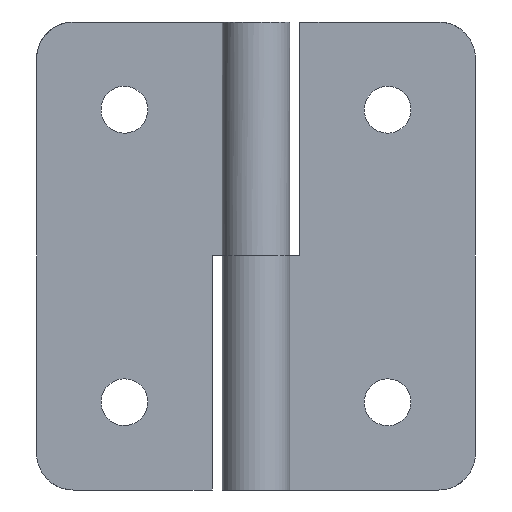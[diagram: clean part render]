
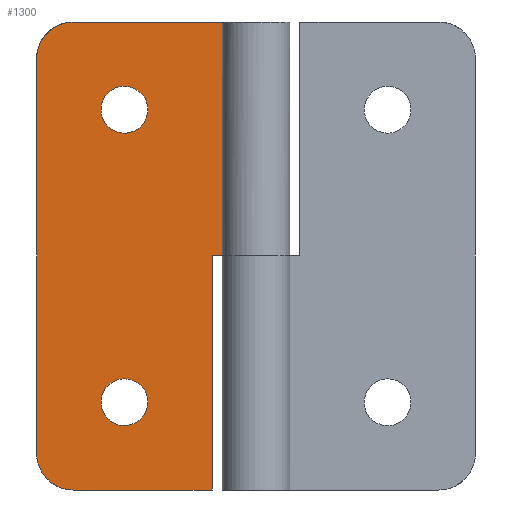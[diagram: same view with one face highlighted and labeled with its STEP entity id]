
A CAD part, front view. The second image highlights one B-rep face of the part: STEP entity #1300.
In plain terms, the highlighted free-form (B-spline) face has degree [1, 1] with [2, 2] control points.
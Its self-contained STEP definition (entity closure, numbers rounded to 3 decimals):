
#493=CARTESIAN_POINT('',(-10.597,1.5,25.902));
#494=VERTEX_POINT('',#493);
#500=CARTESIAN_POINT('',(-9.,1.5,24.4));
#501=VERTEX_POINT('',#500);
#502=CARTESIAN_POINT('',(-9.,1.5,24.4));
#503=CARTESIAN_POINT('',(-10.505,1.5,24.4));
#504=CARTESIAN_POINT('',(-10.597,1.5,25.902));
#512=(BOUNDED_CURVE()B_SPLINE_CURVE(2,(#502,#503,#504),.UNSPECIFIED.,.F.,.U.)B_SPLINE_CURVE_WITH_KNOTS((3,3),(0.5,0.739),.UNSPECIFIED.)CURVE()GEOMETRIC_REPRESENTATION_ITEM()RATIONAL_B_SPLINE_CURVE((1.0,0.72,0.976))REPRESENTATION_ITEM(''));
#513=EDGE_CURVE('',#501,#494,#512,.T.);
#515=CARTESIAN_POINT('',(-7.411,1.5,26.189));
#516=VERTEX_POINT('',#515);
#517=CARTESIAN_POINT('',(-7.411,1.5,26.189));
#518=CARTESIAN_POINT('',(-7.4,1.5,26.095));
#519=CARTESIAN_POINT('',(-7.4,1.5,26.));
#520=CARTESIAN_POINT('',(-7.4,1.5,24.4));
#521=CARTESIAN_POINT('',(-9.,1.5,24.4));
#529=(BOUNDED_CURVE()B_SPLINE_CURVE(2,(#517,#518,#519,#520,#521),.UNSPECIFIED.,.F.,.U.)B_SPLINE_CURVE_WITH_KNOTS((3,2,3),(0.23,0.25,0.5),.UNSPECIFIED.)CURVE()GEOMETRIC_REPRESENTATION_ITEM()RATIONAL_B_SPLINE_CURVE((0.956,0.976,1.0,0.707,1.0))REPRESENTATION_ITEM(''));
#530=EDGE_CURVE('',#516,#501,#529,.T.);
#574=CARTESIAN_POINT('',(-9.,1.5,27.6));
#575=VERTEX_POINT('',#574);
#576=CARTESIAN_POINT('',(-9.,1.5,27.6));
#577=CARTESIAN_POINT('',(-7.579,1.5,27.6));
#578=CARTESIAN_POINT('',(-7.411,1.5,26.189));
#586=(BOUNDED_CURVE()B_SPLINE_CURVE(2,(#576,#577,#578),.UNSPECIFIED.,.F.,.U.)B_SPLINE_CURVE_WITH_KNOTS((3,3),(0.0,0.23),.UNSPECIFIED.)CURVE()GEOMETRIC_REPRESENTATION_ITEM()RATIONAL_B_SPLINE_CURVE((1.0,0.731,0.956))REPRESENTATION_ITEM(''));
#587=EDGE_CURVE('',#575,#516,#586,.T.);
#589=CARTESIAN_POINT('',(-10.597,1.5,25.902));
#590=CARTESIAN_POINT('',(-10.6,1.5,25.951));
#591=CARTESIAN_POINT('',(-10.6,1.5,26.));
#592=CARTESIAN_POINT('',(-10.6,1.5,27.6));
#593=CARTESIAN_POINT('',(-9.,1.5,27.6));
#601=(BOUNDED_CURVE()B_SPLINE_CURVE(2,(#589,#590,#591,#592,#593),.UNSPECIFIED.,.F.,.U.)B_SPLINE_CURVE_WITH_KNOTS((3,2,3),(0.739,0.75,1.0),.UNSPECIFIED.)CURVE()GEOMETRIC_REPRESENTATION_ITEM()RATIONAL_B_SPLINE_CURVE((0.976,0.988,1.0,0.707,1.0))REPRESENTATION_ITEM(''));
#602=EDGE_CURVE('',#494,#575,#601,.T.);
#679=CARTESIAN_POINT('',(-10.597,1.5,5.902));
#680=VERTEX_POINT('',#679);
#686=CARTESIAN_POINT('',(-9.,1.5,4.4));
#687=VERTEX_POINT('',#686);
#688=CARTESIAN_POINT('',(-9.,1.5,4.4));
#689=CARTESIAN_POINT('',(-10.505,1.5,4.4));
#690=CARTESIAN_POINT('',(-10.597,1.5,5.902));
#698=(BOUNDED_CURVE()B_SPLINE_CURVE(2,(#688,#689,#690),.UNSPECIFIED.,.F.,.U.)B_SPLINE_CURVE_WITH_KNOTS((3,3),(0.5,0.739),.UNSPECIFIED.)CURVE()GEOMETRIC_REPRESENTATION_ITEM()RATIONAL_B_SPLINE_CURVE((1.0,0.72,0.976))REPRESENTATION_ITEM(''));
#699=EDGE_CURVE('',#687,#680,#698,.T.);
#701=CARTESIAN_POINT('',(-7.411,1.5,6.189));
#702=VERTEX_POINT('',#701);
#703=CARTESIAN_POINT('',(-7.411,1.5,6.189));
#704=CARTESIAN_POINT('',(-7.4,1.5,6.095));
#705=CARTESIAN_POINT('',(-7.4,1.5,6.));
#706=CARTESIAN_POINT('',(-7.4,1.5,4.4));
#707=CARTESIAN_POINT('',(-9.,1.5,4.4));
#715=(BOUNDED_CURVE()B_SPLINE_CURVE(2,(#703,#704,#705,#706,#707),.UNSPECIFIED.,.F.,.U.)B_SPLINE_CURVE_WITH_KNOTS((3,2,3),(0.23,0.25,0.5),.UNSPECIFIED.)CURVE()GEOMETRIC_REPRESENTATION_ITEM()RATIONAL_B_SPLINE_CURVE((0.956,0.976,1.0,0.707,1.0))REPRESENTATION_ITEM(''));
#716=EDGE_CURVE('',#702,#687,#715,.T.);
#760=CARTESIAN_POINT('',(-9.,1.5,7.6));
#761=VERTEX_POINT('',#760);
#762=CARTESIAN_POINT('',(-9.,1.5,7.6));
#763=CARTESIAN_POINT('',(-7.579,1.5,7.6));
#764=CARTESIAN_POINT('',(-7.411,1.5,6.189));
#772=(BOUNDED_CURVE()B_SPLINE_CURVE(2,(#762,#763,#764),.UNSPECIFIED.,.F.,.U.)B_SPLINE_CURVE_WITH_KNOTS((3,3),(0.0,0.23),.UNSPECIFIED.)CURVE()GEOMETRIC_REPRESENTATION_ITEM()RATIONAL_B_SPLINE_CURVE((1.0,0.731,0.956))REPRESENTATION_ITEM(''));
#773=EDGE_CURVE('',#761,#702,#772,.T.);
#775=CARTESIAN_POINT('',(-10.597,1.5,5.902));
#776=CARTESIAN_POINT('',(-10.6,1.5,5.951));
#777=CARTESIAN_POINT('',(-10.6,1.5,6.));
#778=CARTESIAN_POINT('',(-10.6,1.5,7.6));
#779=CARTESIAN_POINT('',(-9.,1.5,7.6));
#787=(BOUNDED_CURVE()B_SPLINE_CURVE(2,(#775,#776,#777,#778,#779),.UNSPECIFIED.,.F.,.U.)B_SPLINE_CURVE_WITH_KNOTS((3,2,3),(0.739,0.75,1.0),.UNSPECIFIED.)CURVE()GEOMETRIC_REPRESENTATION_ITEM()RATIONAL_B_SPLINE_CURVE((0.976,0.988,1.0,0.707,1.0))REPRESENTATION_ITEM(''));
#788=EDGE_CURVE('',#680,#761,#787,.T.);
#814=CARTESIAN_POINT('',(-3.0,1.5,0.0));
#815=VERTEX_POINT('',#814);
#816=CARTESIAN_POINT('',(-3.0,1.5,16.0));
#817=VERTEX_POINT('',#816);
#818=CARTESIAN_POINT('',(-3.0,1.5,0.0));
#819=CARTESIAN_POINT('',(-3.0,1.5,16.0));
#820=QUASI_UNIFORM_CURVE('',1,(#818,#819),.UNSPECIFIED.,.F.,.U.);
#821=EDGE_CURVE('',#815,#817,#820,.T.);
#850=CARTESIAN_POINT('',(0.0,1.5,16.0));
#851=VERTEX_POINT('',#850);
#852=CARTESIAN_POINT('',(-3.0,1.5,16.0));
#853=CARTESIAN_POINT('',(0.0,1.5,16.0));
#854=QUASI_UNIFORM_CURVE('',1,(#852,#853),.UNSPECIFIED.,.F.,.U.);
#855=EDGE_CURVE('',#817,#851,#854,.T.);
#936=CARTESIAN_POINT('',(-15.,1.5,29.5));
#937=VERTEX_POINT('',#936);
#938=CARTESIAN_POINT('',(-12.5,1.5,32.));
#939=VERTEX_POINT('',#938);
#940=CARTESIAN_POINT('',(-15.,1.5,29.5));
#941=CARTESIAN_POINT('',(-15.,1.5,30.536));
#942=CARTESIAN_POINT('',(-14.268,1.5,31.268));
#943=CARTESIAN_POINT('',(-13.536,1.5,32.));
#944=CARTESIAN_POINT('',(-12.5,1.5,32.));
#952=(BOUNDED_CURVE()B_SPLINE_CURVE(2,(#940,#941,#942,#943,#944),.UNSPECIFIED.,.F.,.U.)B_SPLINE_CURVE_WITH_KNOTS((3,2,3),(0.0,0.5,1.0),.UNSPECIFIED.)CURVE()GEOMETRIC_REPRESENTATION_ITEM()RATIONAL_B_SPLINE_CURVE((1.0,0.924,1.0,0.924,1.0))REPRESENTATION_ITEM(''));
#953=EDGE_CURVE('',#937,#939,#952,.T.);
#1001=CARTESIAN_POINT('',(-12.5,1.5,0.0));
#1002=VERTEX_POINT('',#1001);
#1003=CARTESIAN_POINT('',(-15.,1.5,2.5));
#1004=VERTEX_POINT('',#1003);
#1005=CARTESIAN_POINT('',(-12.5,1.5,0.0));
#1006=CARTESIAN_POINT('',(-15.,1.5,0.));
#1007=CARTESIAN_POINT('',(-15.,1.5,2.5));
#1015=(BOUNDED_CURVE()B_SPLINE_CURVE(2,(#1005,#1006,#1007),.UNSPECIFIED.,.F.,.U.)CURVE()GEOMETRIC_REPRESENTATION_ITEM()QUASI_UNIFORM_CURVE()RATIONAL_B_SPLINE_CURVE((1.0,0.707,1.0))REPRESENTATION_ITEM(''));
#1016=EDGE_CURVE('',#1002,#1004,#1015,.T.);
#1053=CARTESIAN_POINT('',(0.0,1.5,32.));
#1054=VERTEX_POINT('',#1053);
#1055=CARTESIAN_POINT('',(0.0,1.5,32.));
#1056=CARTESIAN_POINT('',(-12.5,1.5,32.));
#1057=QUASI_UNIFORM_CURVE('',1,(#1055,#1056),.UNSPECIFIED.,.F.,.U.);
#1058=EDGE_CURVE('',#1054,#939,#1057,.T.);
#1124=CARTESIAN_POINT('',(-3.0,1.5,0.0));
#1125=CARTESIAN_POINT('',(-12.5,1.5,0.0));
#1126=QUASI_UNIFORM_CURVE('',1,(#1124,#1125),.UNSPECIFIED.,.F.,.U.);
#1127=EDGE_CURVE('',#815,#1002,#1126,.T.);
#1197=CARTESIAN_POINT('',(-15.,1.5,2.5));
#1198=CARTESIAN_POINT('',(-15.,1.5,29.5));
#1199=QUASI_UNIFORM_CURVE('',1,(#1197,#1198),.UNSPECIFIED.,.F.,.U.);
#1200=EDGE_CURVE('',#1004,#937,#1199,.T.);
#1237=CARTESIAN_POINT('',(0.0,1.5,16.0));
#1238=CARTESIAN_POINT('',(0.0,1.5,32.));
#1239=QUASI_UNIFORM_CURVE('',1,(#1237,#1238),.UNSPECIFIED.,.F.,.U.);
#1240=EDGE_CURVE('',#851,#1054,#1239,.T.);
#1273=CARTESIAN_POINT('',(-15.749,1.5,33.598));
#1274=CARTESIAN_POINT('',(-15.749,1.5,-1.598));
#1275=CARTESIAN_POINT('',(0.749,1.5,33.598));
#1276=CARTESIAN_POINT('',(0.749,1.5,-1.598));
#1277=B_SPLINE_SURFACE_WITH_KNOTS('',1,1,((#1273,#1275),(#1274,#1276)),.UNSPECIFIED.,.F.,.F.,.U.,(2,2),(2,2),(0.0,35.197),(0.0,16.498),.UNSPECIFIED.);
#1278=ORIENTED_EDGE('',*,*,#855,.T.);
#1279=ORIENTED_EDGE('',*,*,#1240,.T.);
#1280=ORIENTED_EDGE('',*,*,#1058,.T.);
#1281=ORIENTED_EDGE('',*,*,#953,.F.);
#1282=ORIENTED_EDGE('',*,*,#1200,.F.);
#1283=ORIENTED_EDGE('',*,*,#1016,.F.);
#1284=ORIENTED_EDGE('',*,*,#1127,.F.);
#1285=ORIENTED_EDGE('',*,*,#821,.T.);
#1286=EDGE_LOOP('',(#1278,#1279,#1280,#1281,#1282,#1283,#1284,#1285));
#1287=FACE_OUTER_BOUND('',#1286,.T.);
#1288=ORIENTED_EDGE('',*,*,#699,.T.);
#1289=ORIENTED_EDGE('',*,*,#788,.T.);
#1290=ORIENTED_EDGE('',*,*,#773,.T.);
#1291=ORIENTED_EDGE('',*,*,#716,.T.);
#1292=EDGE_LOOP('',(#1288,#1289,#1290,#1291));
#1293=FACE_BOUND('',#1292,.T.);
#1294=ORIENTED_EDGE('',*,*,#513,.T.);
#1295=ORIENTED_EDGE('',*,*,#602,.T.);
#1296=ORIENTED_EDGE('',*,*,#587,.T.);
#1297=ORIENTED_EDGE('',*,*,#530,.T.);
#1298=EDGE_LOOP('',(#1294,#1295,#1296,#1297));
#1299=FACE_BOUND('',#1298,.T.);
#1300=ADVANCED_FACE('',(#1287,#1293,#1299),#1277,.T.);
